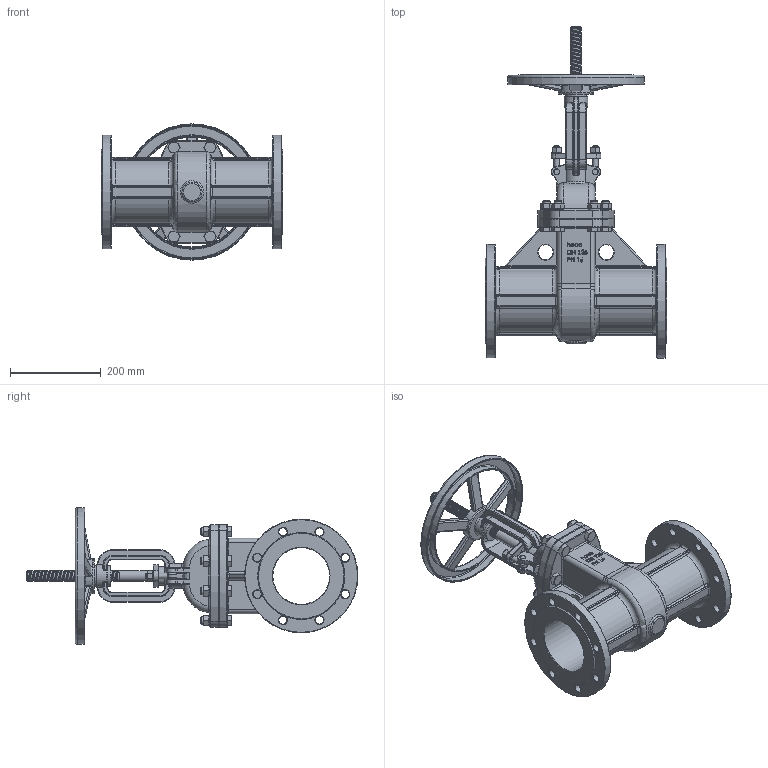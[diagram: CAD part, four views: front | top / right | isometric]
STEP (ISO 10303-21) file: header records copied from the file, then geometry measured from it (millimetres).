
FILE_DESCRIPTION (( 'STEP AP214' ), '1' );
FILE_NAME ('FLAS-500-F1 Absperrschieber mit Flansch 2301.STEP', '2023-01-11T10:47:05', ( '' ), ( '' ), 'SwSTEP 2.0', 'SolidWorks 2019', '' );
FILE_SCHEMA (( 'AUTOMOTIVE_DESIGN' ));
Length unit declared in the file: millimetre
Products named in the file (1): FLAS-500-F1 Absperrschieber mit Flansch 2301
Bounding box: 400 x 731 x 300 mm (x, y, z)
Volume: 7786098.7 mm3; surface area: 1000643.9 mm2
Topology: 1 solids, 2 shells, 1893 faces, 4551 edges, 2700 vertices
Faces by surface type: bspline 535, plane 527, cylinder 375, torus 235, cone 201, sphere 20
Full cylindrical faces by diameter (mm): 12 x4, 12.01 x4, 16 x16, 17 x16, 18 x16, 21 x2, 24 x2, 26 x8, 33 x2, 40 x1, 41 x1, 46 x2, 52 x1, 78 x1, 125 x1, 250 x2
Entity records: 111934 total; most frequent: CARTESIAN_POINT 62824, ORIENTED_EDGE 8590, DIRECTION 7120, EDGE_CURVE 4295, AXIS2_PLACEMENT_3D 2873, VERTEX_POINT 2642, EDGE_LOOP 2197, FACE_OUTER_BOUND 2011
